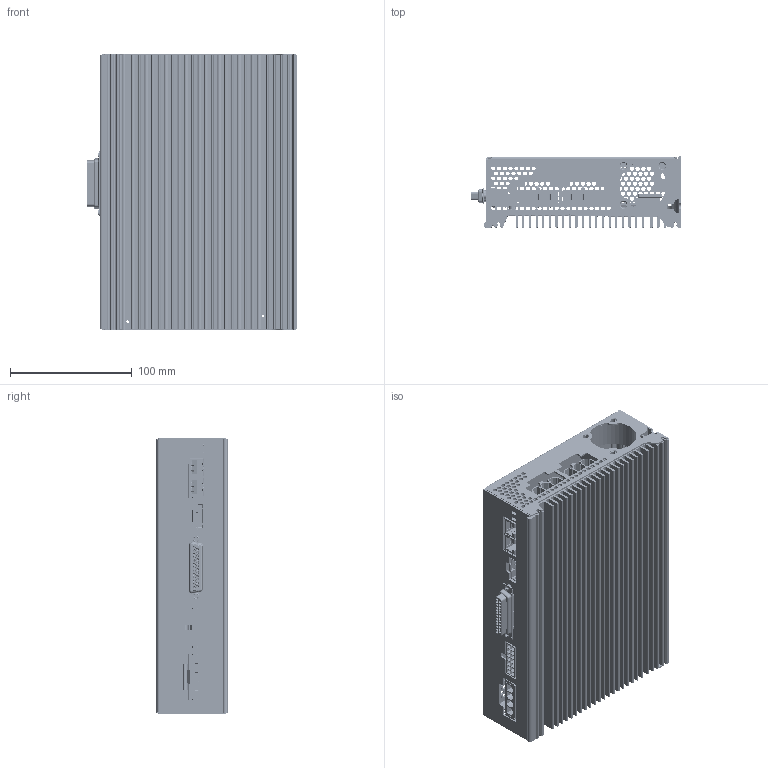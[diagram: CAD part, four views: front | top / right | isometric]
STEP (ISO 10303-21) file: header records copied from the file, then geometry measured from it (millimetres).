
FILE_DESCRIPTION (( 'STEP AP203' ), '1' );
FILE_NAME ('M7XX.STEP', '2016-03-16T16:04:51', ( '' ), ( '' ), 'SwSTEP 2.0', 'SolidWorks 2013', '' );
FILE_SCHEMA (( 'CONFIG_CONTROL_DESIGN' ));
Length unit declared in the file: millimetre
Products named in the file (1): M7XX
Bounding box: 173.23 x 58.8 x 227.43 mm (x, y, z)
Volume: 506971.6 mm3; surface area: 484854.8 mm2
Topology: 17 solids, 19 shells, 8044 faces, 22839 edges, 14705 vertices
Faces by surface type: plane 4040, cylinder 2703, bspline 849, cone 412, torus 40
Entity records: 299740 total; most frequent: CARTESIAN_POINT 94774, ORIENTED_EDGE 45302, DIRECTION 38784, EDGE_CURVE 22651, VERTEX_POINT 14705, LINE 13560, VECTOR 13560, AXIS2_PLACEMENT_3D 12612
